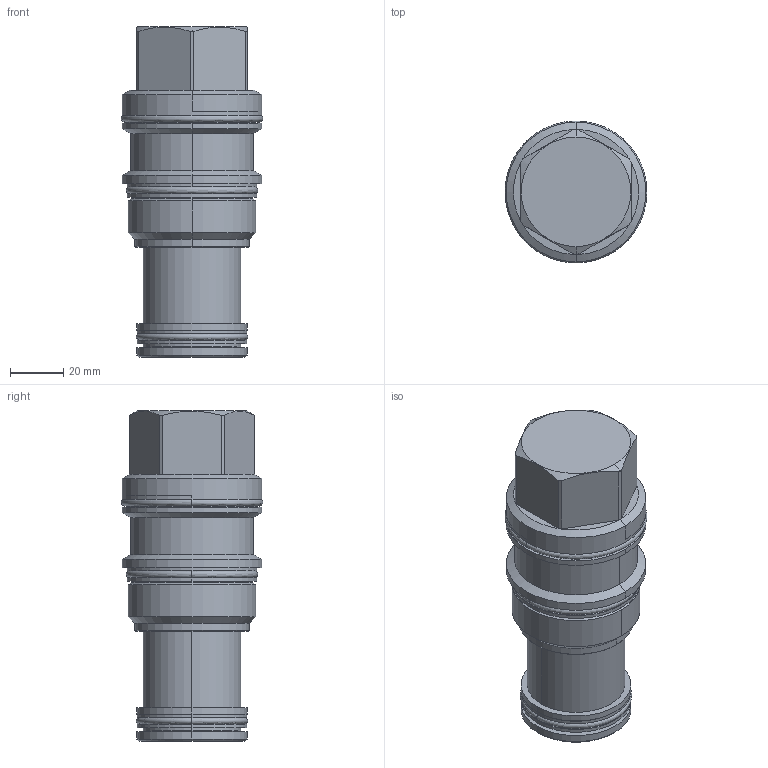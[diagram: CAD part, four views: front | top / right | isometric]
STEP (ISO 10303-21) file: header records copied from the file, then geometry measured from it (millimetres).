
FILE_DESCRIPTION((''),'2;1');
FILE_NAME('FRFA-XAN_PRT','2014-11-06T',('Administrator'),(''),'PRO/ENGINEER BY PARAMETRIC TECHNOLOGY CORPORATION, 2006240','PRO/ENGINEER BY PARAMETRIC TECHNOLOGY CORPORATION, 2006240','');
FILE_SCHEMA(('CONFIG_CONTROL_DESIGN'));
Length unit declared in the file: inch
Products named in the file (1): FRFA-XAN_PRT
Bounding box: 53.06 x 53.05 x 123.61 mm (x, y, z)
Volume: 187120.7 mm3; surface area: 29264.7 mm2
Topology: 5 solids, 5 shells, 124 faces, 264 edges, 156 vertices
Faces by surface type: cylinder 48, plane 28, torus 18, cone 18, revolution 12
Entity records: 4056 total; most frequent: CARTESIAN_POINT 1270, DIRECTION 624, ORIENTED_EDGE 528, AXIS2_PLACEMENT_3D 266, EDGE_CURVE 264, VERTEX_POINT 156, CIRCLE 154, EDGE_LOOP 138
